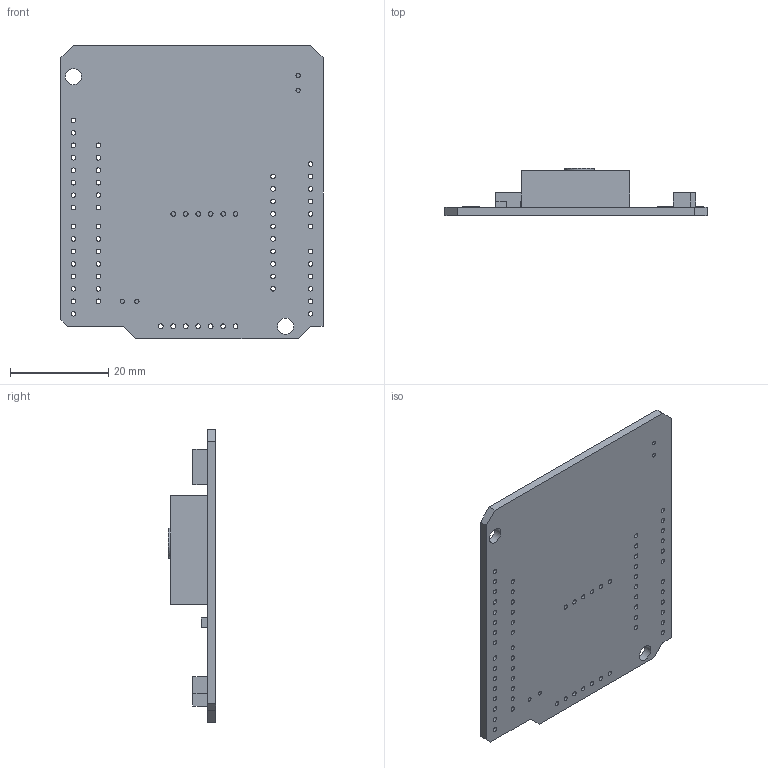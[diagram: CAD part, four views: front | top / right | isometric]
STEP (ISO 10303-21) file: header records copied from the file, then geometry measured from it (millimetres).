
FILE_DESCRIPTION(/* description */ ('Alibre Inc.'),/* implementation_level */ '2;1');
FILE_NAME(/* name */ 'export0',/* time_stamp */ '2013-01-16T23:00:57+01:00',/* author */ (''),/* organization */ (''),/* preprocessor_version */ 'ST-DEVELOPER v12',/* originating_system */ 'Alibre',/* authorisation */ '');
FILE_SCHEMA (('ALIBRE_SCHEMA','CONFIG_CONTROL_DESIGN'));
Length unit declared in the file: centimetre
Products named in the file (1): ID_1
Bounding box: 53.34 x 9.68 x 59.69 mm (x, y, z)
Volume: 8928 mm3; surface area: 7858.9 mm2
Topology: 1 solids, 2 shells, 1136 faces, 3127 edges, 2096 vertices
Faces by surface type: plane 551, bspline 512, cylinder 73
Full cylindrical faces by diameter (mm): 0.85 x4, 0.94 x64, 2.54 x1, 3 x1, 3.302 x2, 6.111 x1
Entity records: 46684 total; most frequent: CARTESIAN_POINT 13352, ORIENTED_EDGE 6040, PERSISTANTTOPOLOGYATTRIBUTE 3640, DIRECTION 3447, EDGE_CURVE 3020, VECTOR 2418, LINE 2352, VERTEX_POINT 2062
